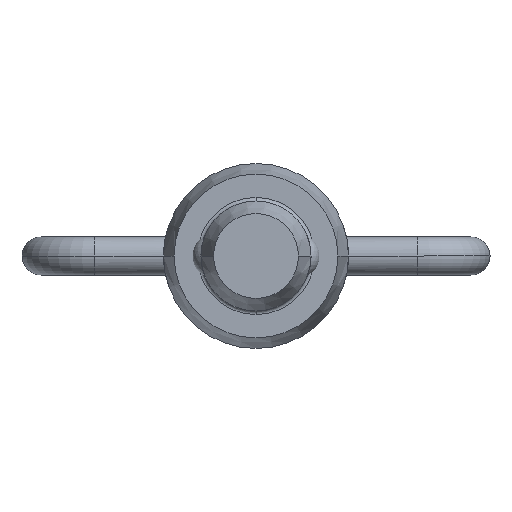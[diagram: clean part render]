
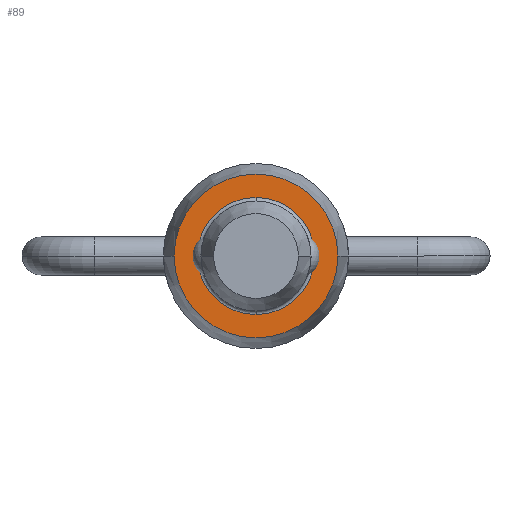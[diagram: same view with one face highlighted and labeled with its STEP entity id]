
A CAD part, front view. The second image highlights one B-rep face of the part: STEP entity #89.
In plain terms, the highlighted planar face has unit normal (0, -1, 0).
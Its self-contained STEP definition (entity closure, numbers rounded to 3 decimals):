
#89=ADVANCED_FACE('',(#201,#202),#203,.T.);
#201=FACE_OUTER_BOUND('',#334,.T.);
#202=FACE_BOUND('',#335,.T.);
#203=PLANE('',#336);
#334=EDGE_LOOP('',(#535,#536));
#335=EDGE_LOOP('',(#537,#538,#539));
#336=AXIS2_PLACEMENT_3D('',#540,#541,#542);
#535=ORIENTED_EDGE('',*,*,#832,.T.);
#536=ORIENTED_EDGE('',*,*,#854,.T.);
#537=ORIENTED_EDGE('',*,*,#845,.T.);
#538=ORIENTED_EDGE('',*,*,#857,.T.);
#539=ORIENTED_EDGE('',*,*,#846,.T.);
#540=CARTESIAN_POINT('',(-4.355,0.0,0.0));
#541=DIRECTION('',(0.,-1.0,0.0));
#542=DIRECTION('',(1.0,0.,0.0));
#832=EDGE_CURVE('',#1004,#1006,#1008,.T.);
#845=EDGE_CURVE('',#1028,#1026,#1029,.T.);
#846=EDGE_CURVE('',#1030,#1028,#1031,.T.);
#854=EDGE_CURVE('',#1006,#1004,#1041,.T.);
#857=EDGE_CURVE('',#1026,#1030,#1044,.T.);
#1004=VERTEX_POINT('',#1304);
#1006=VERTEX_POINT('',#1307);
#1008=CIRCLE('',#1310,4.722);
#1026=VERTEX_POINT('',#1332);
#1028=VERTEX_POINT('',#1334);
#1029=CIRCLE('',#1335,3.375);
#1030=VERTEX_POINT('',#1336);
#1031=CIRCLE('',#1337,3.375);
#1041=CIRCLE('',#1347,4.722);
#1044=CIRCLE('',#1350,3.375);
#1304=CARTESIAN_POINT('',(-4.722,0.0,0.0));
#1307=CARTESIAN_POINT('',(4.722,0.,0.));
#1310=AXIS2_PLACEMENT_3D('',#1610,#1611,#1612);
#1332=CARTESIAN_POINT('',(0.,0.,3.375));
#1334=CARTESIAN_POINT('',(-3.375,0.0,0.0));
#1335=AXIS2_PLACEMENT_3D('',#1632,#1633,#1634);
#1336=CARTESIAN_POINT('',(0.,0.,-3.375));
#1337=AXIS2_PLACEMENT_3D('',#1635,#1636,#1637);
#1347=AXIS2_PLACEMENT_3D('',#1653,#1654,#1655);
#1350=AXIS2_PLACEMENT_3D('',#1659,#1660,#1661);
#1610=CARTESIAN_POINT('',(0.,0.0,0.));
#1611=DIRECTION('',(0.,-1.0,0.0));
#1612=DIRECTION('',(-1.0,0.,0.0));
#1632=CARTESIAN_POINT('',(0.,0.0,0.0));
#1633=DIRECTION('',(0.,1.0,0.0));
#1634=DIRECTION('',(-1.0,0.,0.0));
#1635=CARTESIAN_POINT('',(0.,0.0,0.0));
#1636=DIRECTION('',(0.,1.0,0.0));
#1637=DIRECTION('',(-1.0,0.,0.0));
#1653=CARTESIAN_POINT('',(0.,0.0,0.));
#1654=DIRECTION('',(0.,-1.0,0.0));
#1655=DIRECTION('',(-1.0,0.,0.0));
#1659=CARTESIAN_POINT('',(0.,0.0,0.0));
#1660=DIRECTION('',(0.,1.0,0.0));
#1661=DIRECTION('',(-1.0,0.,0.0));
